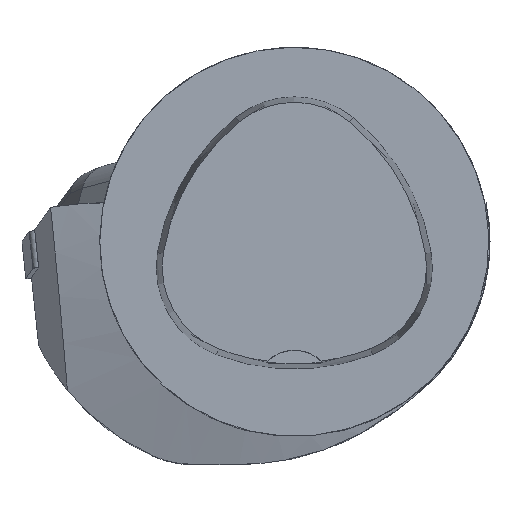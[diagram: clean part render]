
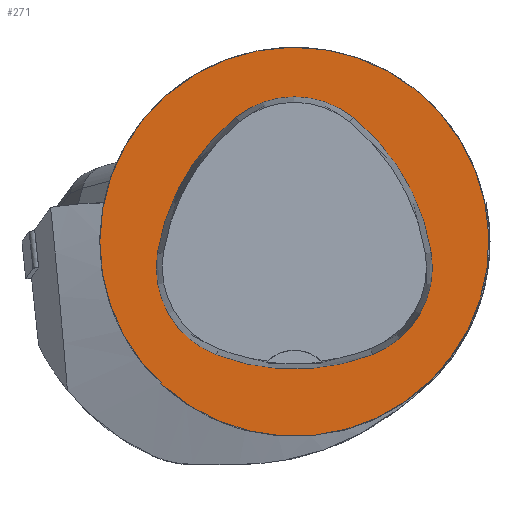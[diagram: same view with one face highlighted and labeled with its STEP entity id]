
A CAD part, top view. The second image highlights one B-rep face of the part: STEP entity #271.
In plain terms, the highlighted planar face has unit normal (0, 0, 1).
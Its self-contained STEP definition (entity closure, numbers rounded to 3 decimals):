
#271=ADVANCED_FACE('',(#665,#666),#343,.T.);
#343=PLANE('',#1822);
#665=FACE_BOUND('',#711,.T.);
#666=FACE_BOUND('',#712,.T.);
#711=EDGE_LOOP('',(#971,#972,#973,#974,#975,#976));
#712=EDGE_LOOP('',(#977));
#971=ORIENTED_EDGE('',*,*,#1515,.T.);
#972=ORIENTED_EDGE('',*,*,#1495,.T.);
#973=ORIENTED_EDGE('',*,*,#1499,.T.);
#974=ORIENTED_EDGE('',*,*,#1502,.T.);
#975=ORIENTED_EDGE('',*,*,#1505,.T.);
#976=ORIENTED_EDGE('',*,*,#1513,.T.);
#977=ORIENTED_EDGE('',*,*,#1485,.F.);
#1310=VERTEX_POINT('',#2707);
#1319=VERTEX_POINT('',#2727);
#1320=VERTEX_POINT('',#2728);
#1323=VERTEX_POINT('',#2736);
#1325=VERTEX_POINT('',#2742);
#1327=VERTEX_POINT('',#2748);
#1334=VERTEX_POINT('',#2769);
#1485=EDGE_CURVE('',#1310,#1310,#1626,.T.);
#1495=EDGE_CURVE('',#1319,#1320,#1627,.T.);
#1499=EDGE_CURVE('',#1320,#1323,#1629,.T.);
#1502=EDGE_CURVE('',#1323,#1325,#1631,.T.);
#1505=EDGE_CURVE('',#1325,#1327,#1633,.T.);
#1513=EDGE_CURVE('',#1327,#1334,#1637,.T.);
#1515=EDGE_CURVE('',#1334,#1319,#1639,.T.);
#1626=CIRCLE('',#1793,25.);
#1627=CIRCLE('',#1800,28.);
#1629=CIRCLE('',#1803,12.);
#1631=CIRCLE('',#1806,28.);
#1633=CIRCLE('',#1809,12.);
#1637=CIRCLE('',#1814,28.);
#1639=CIRCLE('',#1817,12.);
#1793=AXIS2_PLACEMENT_3D('',#2706,#2080,#2081);
#1800=AXIS2_PLACEMENT_3D('',#2726,#2098,#2099);
#1803=AXIS2_PLACEMENT_3D('',#2735,#2106,#2107);
#1806=AXIS2_PLACEMENT_3D('',#2741,#2113,#2114);
#1809=AXIS2_PLACEMENT_3D('',#2747,#2120,#2121);
#1814=AXIS2_PLACEMENT_3D('',#2770,#2132,#2133);
#1817=AXIS2_PLACEMENT_3D('',#2773,#2138,#2139);
#1822=AXIS2_PLACEMENT_3D('',#2778,#2148,#2149);
#2080=DIRECTION('',(0.,0.,-1.));
#2081=DIRECTION('',(-1.,0.,0.));
#2098=DIRECTION('',(0.,0.,-1.));
#2099=DIRECTION('',(-1.,0.,0.));
#2106=DIRECTION('',(0.,0.,-1.));
#2107=DIRECTION('',(-1.,0.,0.));
#2113=DIRECTION('',(0.,0.,-1.));
#2114=DIRECTION('',(-1.,0.,0.));
#2120=DIRECTION('',(0.,0.,-1.));
#2121=DIRECTION('',(-1.,0.,0.));
#2132=DIRECTION('',(0.,0.,-1.));
#2133=DIRECTION('',(-1.,0.,0.));
#2138=DIRECTION('',(0.,0.,-1.));
#2139=DIRECTION('',(-1.,0.,0.));
#2148=DIRECTION('',(0.,0.,1.));
#2149=DIRECTION('',(1.,0.,0.));
#2706=CARTESIAN_POINT('',(0.,0.,0.));
#2707=CARTESIAN_POINT('',(-25.,0.,0.));
#2726=CARTESIAN_POINT('',(10.068,-5.824,0.));
#2727=CARTESIAN_POINT('',(-17.584,-1.424,0.));
#2728=CARTESIAN_POINT('',(-7.531,15.953,0.));
#2735=CARTESIAN_POINT('',(0.011,6.62,0.));
#2736=CARTESIAN_POINT('',(7.567,15.942,0.));
#2741=CARTESIAN_POINT('',(-10.063,-5.81,0.));
#2742=CARTESIAN_POINT('',(17.59,-1.418,0.));
#2747=CARTESIAN_POINT('',(5.739,-3.3,0.));
#2748=CARTESIAN_POINT('',(10.05,-14.499,0.));
#2769=CARTESIAN_POINT('',(-10.025,-14.516,0.));
#2770=CARTESIAN_POINT('',(-0.01,11.631,0.));
#2773=CARTESIAN_POINT('',(-5.733,-3.31,0.));
#2778=CARTESIAN_POINT('',(0.,0.,0.));
